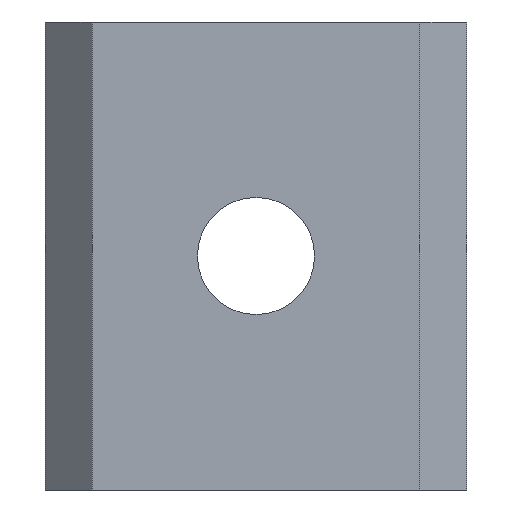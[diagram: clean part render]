
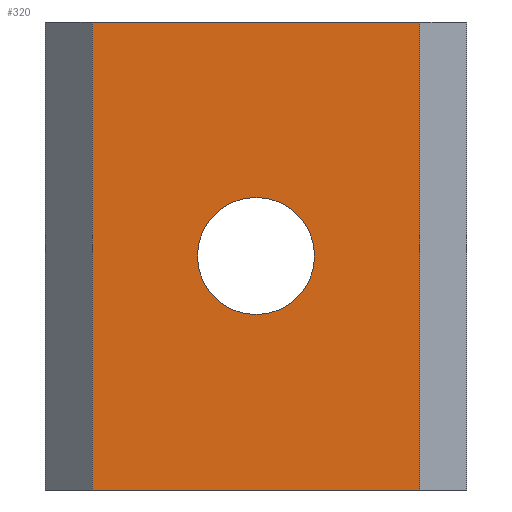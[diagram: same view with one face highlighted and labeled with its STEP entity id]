
A CAD part, front view. The second image highlights one B-rep face of the part: STEP entity #320.
In plain terms, the highlighted planar face has unit normal (0, -1, 0).
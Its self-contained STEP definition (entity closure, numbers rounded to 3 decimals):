
#11 = CARTESIAN_POINT ( 'NONE',  ( 3.5, 0., 0. ) ) ;
#13 = CARTESIAN_POINT ( 'NONE',  ( -3.5, 0., 10. ) ) ;
#19 = ORIENTED_EDGE ( 'NONE', *, *, #301, .F. ) ;
#25 = ORIENTED_EDGE ( 'NONE', *, *, #118, .T. ) ;
#32 = CARTESIAN_POINT ( 'NONE',  ( -3.5, 0., 10. ) ) ;
#34 = VERTEX_POINT ( 'NONE', #338 ) ;
#44 = CIRCLE ( 'NONE', #426, 1.25 ) ;
#67 = VECTOR ( 'NONE', #427, 1000. ) ;
#80 = VECTOR ( 'NONE', #287, 1000. ) ;
#89 = FACE_BOUND ( 'NONE', #437, .T. ) ;
#94 = CARTESIAN_POINT ( 'NONE',  ( 0., 0., 5. ) ) ;
#105 = ORIENTED_EDGE ( 'NONE', *, *, #158, .T. ) ;
#118 = EDGE_CURVE ( 'NONE', #496, #183, #231, .T. ) ;
#119 = CARTESIAN_POINT ( 'NONE',  ( 3.5, 0., 10. ) ) ;
#123 = EDGE_CURVE ( 'NONE', #34, #134, #44, .T. ) ;
#125 = DIRECTION ( 'NONE',  ( 1., 0., 0. ) ) ;
#130 = DIRECTION ( 'NONE',  ( 0., 0., 1. ) ) ;
#132 = CARTESIAN_POINT ( 'NONE',  ( 0., 0., 5. ) ) ;
#134 = VERTEX_POINT ( 'NONE', #436 ) ;
#155 = DIRECTION ( 'NONE',  ( 0., 0., 1. ) ) ;
#158 = EDGE_CURVE ( 'NONE', #134, #34, #500, .T. ) ;
#183 = VERTEX_POINT ( 'NONE', #11 ) ;
#197 = PLANE ( 'NONE',  #401 ) ;
#204 = DIRECTION ( 'NONE',  ( 1., 0., 0. ) ) ;
#210 = CARTESIAN_POINT ( 'NONE',  ( -3.5, 0., 10. ) ) ;
#231 = LINE ( 'NONE', #270, #440 ) ;
#235 = FACE_OUTER_BOUND ( 'NONE', #364, .T. ) ;
#240 = LINE ( 'NONE', #119, #67 ) ;
#242 = AXIS2_PLACEMENT_3D ( 'NONE', #94, #432, #317 ) ;
#248 = ORIENTED_EDGE ( 'NONE', *, *, #123, .T. ) ;
#254 = CARTESIAN_POINT ( 'NONE',  ( -3.5, 0., 0. ) ) ;
#260 = LINE ( 'NONE', #32, #80 ) ;
#270 = CARTESIAN_POINT ( 'NONE',  ( -3.5, 0., 0. ) ) ;
#271 = LINE ( 'NONE', #309, #423 ) ;
#287 = DIRECTION ( 'NONE',  ( 0., 0., -1. ) ) ;
#288 = VERTEX_POINT ( 'NONE', #210 ) ;
#301 = EDGE_CURVE ( 'NONE', #288, #370, #271, .T. ) ;
#309 = CARTESIAN_POINT ( 'NONE',  ( -3.5, 0., 10. ) ) ;
#317 = DIRECTION ( 'NONE',  ( 0., 0., 1. ) ) ;
#320 = ADVANCED_FACE ( 'NONE', ( #89, #235 ), #197, .F. ) ;
#333 = EDGE_CURVE ( 'NONE', #370, #183, #240, .T. ) ;
#338 = CARTESIAN_POINT ( 'NONE',  ( 0., 0., 6.25 ) ) ;
#361 = ORIENTED_EDGE ( 'NONE', *, *, #476, .T. ) ;
#364 = EDGE_LOOP ( 'NONE', ( #25, #497, #19, #361 ) ) ;
#370 = VERTEX_POINT ( 'NONE', #478 ) ;
#401 = AXIS2_PLACEMENT_3D ( 'NONE', #13, #431, #155 ) ;
#423 = VECTOR ( 'NONE', #125, 1000. ) ;
#425 = DIRECTION ( 'NONE',  ( 0., 1., 0. ) ) ;
#426 = AXIS2_PLACEMENT_3D ( 'NONE', #132, #425, #130 ) ;
#427 = DIRECTION ( 'NONE',  ( 0., 0., -1. ) ) ;
#431 = DIRECTION ( 'NONE',  ( 0., 1., 0. ) ) ;
#432 = DIRECTION ( 'NONE',  ( 0., 1., 0. ) ) ;
#436 = CARTESIAN_POINT ( 'NONE',  ( 0., 0., 3.75 ) ) ;
#437 = EDGE_LOOP ( 'NONE', ( #248, #105 ) ) ;
#440 = VECTOR ( 'NONE', #204, 1000. ) ;
#476 = EDGE_CURVE ( 'NONE', #288, #496, #260, .T. ) ;
#478 = CARTESIAN_POINT ( 'NONE',  ( 3.5, 0., 10. ) ) ;
#496 = VERTEX_POINT ( 'NONE', #254 ) ;
#497 = ORIENTED_EDGE ( 'NONE', *, *, #333, .F. ) ;
#500 = CIRCLE ( 'NONE', #242, 1.25 ) ;
